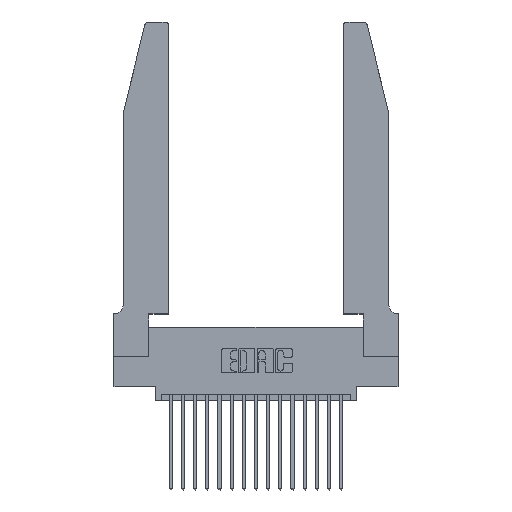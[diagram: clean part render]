
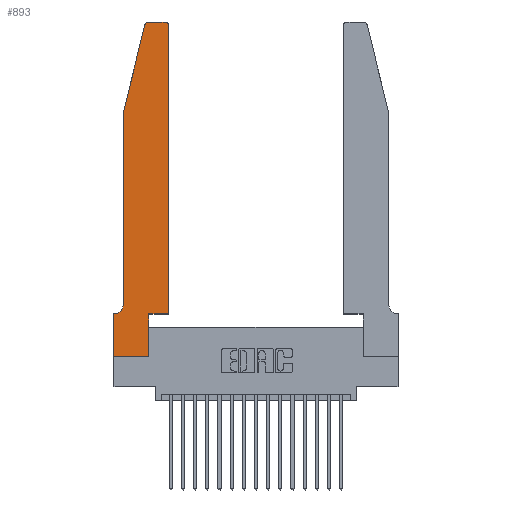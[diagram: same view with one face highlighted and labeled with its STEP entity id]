
A CAD part, top view. The second image highlights one B-rep face of the part: STEP entity #893.
In plain terms, the highlighted planar face has unit normal (0, 0, 1).
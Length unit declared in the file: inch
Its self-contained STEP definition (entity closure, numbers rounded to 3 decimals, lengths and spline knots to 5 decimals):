
#129 = CARTESIAN_POINT ( 'NONE',  ( 0.4505, 0.35, 0.37 ) ) ;
#392 = CARTESIAN_POINT ( 'NONE',  ( 0.2605, 2.75, 0.37 ) ) ;
#806 = ORIENTED_EDGE ( 'NONE', *, *, #18593, .T. ) ;
#864 = CARTESIAN_POINT ( 'NONE',  ( 0.0755, 0.35, 0.37 ) ) ;
#893 = ADVANCED_FACE ( 'NONE', ( #3847 ), #10589, .T. ) ;
#1186 = VECTOR ( 'NONE', #3710, 39.37008 ) ;
#1260 = LINE ( 'NONE', #5977, #17921 ) ;
#1294 = DIRECTION ( 'NONE',  ( -0.239, -0.971, 0. ) ) ;
#1324 = AXIS2_PLACEMENT_3D ( 'NONE', #1855, #12939, #3490 ) ;
#1590 = ORIENTED_EDGE ( 'NONE', *, *, #12802, .T. ) ;
#1855 = CARTESIAN_POINT ( 'NONE',  ( 0.0055, 0.42, 0.37 ) ) ;
#2012 = VECTOR ( 'NONE', #18932, 39.37008 ) ;
#2033 = DIRECTION ( 'NONE',  ( -1., 0., 0. ) ) ;
#2079 = CARTESIAN_POINT ( 'NONE',  ( 0., 0., 0.37 ) ) ;
#2317 = DIRECTION ( 'NONE',  ( 0., 0., 1. ) ) ;
#2645 = VECTOR ( 'NONE', #12000, 39.37008 ) ;
#2695 = EDGE_CURVE ( 'NONE', #9849, #19712, #1260, .T. ) ;
#2891 = VECTOR ( 'NONE', #1294, 39.37008 ) ;
#3077 = EDGE_CURVE ( 'NONE', #18282, #9667, #18874, .T. ) ;
#3400 = ORIENTED_EDGE ( 'NONE', *, *, #3077, .T. ) ;
#3432 = AXIS2_PLACEMENT_3D ( 'NONE', #14443, #14974, #19782 ) ;
#3433 = CARTESIAN_POINT ( 'NONE',  ( 0.2865, 0.35, 0.37 ) ) ;
#3490 = DIRECTION ( 'NONE',  ( -1., 0., 0. ) ) ;
#3557 = VERTEX_POINT ( 'NONE', #13319 ) ;
#3699 = CARTESIAN_POINT ( 'NONE',  ( 0.0755, 0.42, 0.37 ) ) ;
#3710 = DIRECTION ( 'NONE',  ( 0., -1., 0. ) ) ;
#3735 = CARTESIAN_POINT ( 'NONE',  ( 0., 0.35, 0.37 ) ) ;
#3747 = DIRECTION ( 'NONE',  ( 0., 1., 0. ) ) ;
#3823 = ORIENTED_EDGE ( 'NONE', *, *, #4778, .T. ) ;
#3847 = FACE_OUTER_BOUND ( 'NONE', #13300, .T. ) ;
#4333 = AXIS2_PLACEMENT_3D ( 'NONE', #11817, #2317, #13368 ) ;
#4542 = ORIENTED_EDGE ( 'NONE', *, *, #12580, .T. ) ;
#4546 = ORIENTED_EDGE ( 'NONE', *, *, #16786, .T. ) ;
#4778 = EDGE_CURVE ( 'NONE', #12008, #20051, #19545, .T. ) ;
#5160 = ORIENTED_EDGE ( 'NONE', *, *, #20266, .T. ) ;
#5385 = CARTESIAN_POINT ( 'NONE',  ( 0.4505, 0.35, 0.37 ) ) ;
#5427 = VECTOR ( 'NONE', #2033, 39.37008 ) ;
#5977 = CARTESIAN_POINT ( 'NONE',  ( 0.2865, 0.35, 0.37 ) ) ;
#6528 = VECTOR ( 'NONE', #8520, 39.37008 ) ;
#6583 = VECTOR ( 'NONE', #17611, 39.37008 ) ;
#6795 = CIRCLE ( 'NONE', #4333, 0.03 ) ;
#6798 = VERTEX_POINT ( 'NONE', #17808 ) ;
#6906 = VERTEX_POINT ( 'NONE', #14975 ) ;
#6942 = LINE ( 'NONE', #864, #2645 ) ;
#7310 = CIRCLE ( 'NONE', #1324, 0.07 ) ;
#7570 = ORIENTED_EDGE ( 'NONE', *, *, #2695, .T. ) ;
#7697 = LINE ( 'NONE', #10826, #2891 ) ;
#7816 = DIRECTION ( 'NONE',  ( 0., 0., 1. ) ) ;
#8107 = ORIENTED_EDGE ( 'NONE', *, *, #14404, .T. ) ;
#8520 = DIRECTION ( 'NONE',  ( 1., 0., 0. ) ) ;
#8521 = CARTESIAN_POINT ( 'NONE',  ( 0.4205, 2.75, 0.37 ) ) ;
#9011 = ORIENTED_EDGE ( 'NONE', *, *, #9557, .T. ) ;
#9334 = CARTESIAN_POINT ( 'NONE',  ( 0.2865, 0., 0.37 ) ) ;
#9380 = CARTESIAN_POINT ( 'NONE',  ( 0., 0., 0.37 ) ) ;
#9557 = EDGE_CURVE ( 'NONE', #9667, #3557, #7310, .T. ) ;
#9588 = CIRCLE ( 'NONE', #19348, 0.03 ) ;
#9667 = VERTEX_POINT ( 'NONE', #3699 ) ;
#9849 = VERTEX_POINT ( 'NONE', #9334 ) ;
#10589 = PLANE ( 'NONE',  #3432 ) ;
#10657 = LINE ( 'NONE', #5385, #6528 ) ;
#10826 = CARTESIAN_POINT ( 'NONE',  ( 0.0755, 2., 0.37 ) ) ;
#10933 = DIRECTION ( 'NONE',  ( 1., 0., 0. ) ) ;
#11817 = CARTESIAN_POINT ( 'NONE',  ( 0.4205, 2.72, 0.37 ) ) ;
#12000 = DIRECTION ( 'NONE',  ( -1., 0., 0. ) ) ;
#12008 = VERTEX_POINT ( 'NONE', #3735 ) ;
#12580 = EDGE_CURVE ( 'NONE', #3557, #12008, #6942, .T. ) ;
#12740 = LINE ( 'NONE', #392, #5427 ) ;
#12802 = EDGE_CURVE ( 'NONE', #16988, #18282, #7697, .T. ) ;
#12939 = DIRECTION ( 'NONE',  ( 0., 0., -1. ) ) ;
#13300 = EDGE_LOOP ( 'NONE', ( #16131, #4546, #1590, #3400, #9011, #4542, #3823, #14346, #7570, #8107, #806, #5160 ) ) ;
#13319 = CARTESIAN_POINT ( 'NONE',  ( 0.0055, 0.35, 0.37 ) ) ;
#13368 = DIRECTION ( 'NONE',  ( 1., 0., 0. ) ) ;
#13681 = EDGE_CURVE ( 'NONE', #17019, #14161, #12740, .T. ) ;
#13961 = CARTESIAN_POINT ( 'NONE',  ( 0., 0., 0.37 ) ) ;
#14161 = VERTEX_POINT ( 'NONE', #18698 ) ;
#14346 = ORIENTED_EDGE ( 'NONE', *, *, #19012, .T. ) ;
#14404 = EDGE_CURVE ( 'NONE', #19712, #6906, #10657, .T. ) ;
#14443 = CARTESIAN_POINT ( 'NONE',  ( 0., 0.35, 0.37 ) ) ;
#14503 = CARTESIAN_POINT ( 'NONE',  ( 0.25487, 2.72718, 0.37 ) ) ;
#14974 = DIRECTION ( 'NONE',  ( 0., 0., 1. ) ) ;
#14975 = CARTESIAN_POINT ( 'NONE',  ( 0.4505, 0.35, 0.37 ) ) ;
#15550 = VECTOR ( 'NONE', #10933, 39.37008 ) ;
#16131 = ORIENTED_EDGE ( 'NONE', *, *, #13681, .T. ) ;
#16786 = EDGE_CURVE ( 'NONE', #14161, #16988, #9588, .T. ) ;
#16988 = VERTEX_POINT ( 'NONE', #14503 ) ;
#17019 = VERTEX_POINT ( 'NONE', #8521 ) ;
#17035 = CARTESIAN_POINT ( 'NONE',  ( 0.284, 2.72, 0.37 ) ) ;
#17257 = CARTESIAN_POINT ( 'NONE',  ( 0.0755, 2., 0.37 ) ) ;
#17611 = DIRECTION ( 'NONE',  ( 0., -1., 0. ) ) ;
#17808 = CARTESIAN_POINT ( 'NONE',  ( 0.4505, 2.72, 0.37 ) ) ;
#17921 = VECTOR ( 'NONE', #3747, 39.37008 ) ;
#18282 = VERTEX_POINT ( 'NONE', #19771 ) ;
#18568 = DIRECTION ( 'NONE',  ( 1., 0., 0. ) ) ;
#18593 = EDGE_CURVE ( 'NONE', #6906, #6798, #18651, .T. ) ;
#18651 = LINE ( 'NONE', #129, #2012 ) ;
#18698 = CARTESIAN_POINT ( 'NONE',  ( 0.284, 2.75, 0.37 ) ) ;
#18874 = LINE ( 'NONE', #17257, #6583 ) ;
#18932 = DIRECTION ( 'NONE',  ( 0., 1., 0. ) ) ;
#19012 = EDGE_CURVE ( 'NONE', #20051, #9849, #19613, .T. ) ;
#19348 = AXIS2_PLACEMENT_3D ( 'NONE', #17035, #7816, #18568 ) ;
#19545 = LINE ( 'NONE', #2079, #1186 ) ;
#19613 = LINE ( 'NONE', #9380, #15550 ) ;
#19712 = VERTEX_POINT ( 'NONE', #3433 ) ;
#19771 = CARTESIAN_POINT ( 'NONE',  ( 0.0755, 2., 0.37 ) ) ;
#19782 = DIRECTION ( 'NONE',  ( 1., 0., 0. ) ) ;
#20051 = VERTEX_POINT ( 'NONE', #13961 ) ;
#20266 = EDGE_CURVE ( 'NONE', #6798, #17019, #6795, .T. ) ;
